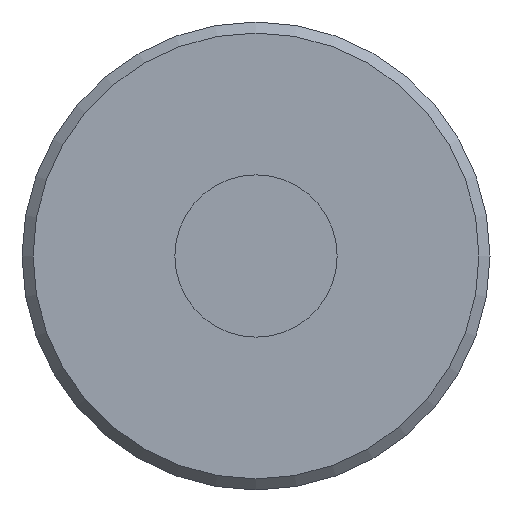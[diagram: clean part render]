
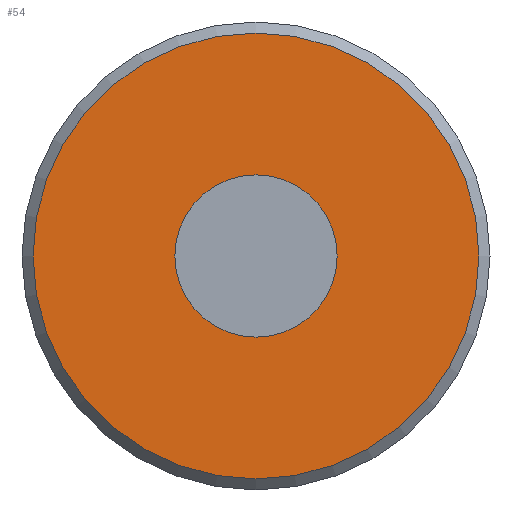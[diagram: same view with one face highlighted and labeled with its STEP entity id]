
A CAD part, front view. The second image highlights one B-rep face of the part: STEP entity #54.
In plain terms, the highlighted planar face has unit normal (0, -1, 0).
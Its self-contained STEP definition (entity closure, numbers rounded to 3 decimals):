
#54 = ADVANCED_FACE( '', ( #115, #116 ), #117, .F. );
#115 = FACE_BOUND( '', #177, .T. );
#116 = FACE_OUTER_BOUND( '', #178, .T. );
#117 = PLANE( '', #179 );
#177 = EDGE_LOOP( '', ( #249 ) );
#178 = EDGE_LOOP( '', ( #250 ) );
#179 = AXIS2_PLACEMENT_3D( '', #251, #252, #253 );
#249 = ORIENTED_EDGE( '', *, *, #303, .F. );
#250 = ORIENTED_EDGE( '', *, *, #296, .T. );
#251 = CARTESIAN_POINT( '', ( 7.146, -7.6, 0. ) );
#252 = DIRECTION( '', ( 0., 1., 0. ) );
#253 = DIRECTION( '', ( 0., 0., 1. ) );
#296 = EDGE_CURVE( '', #331, #331, #332, .T. );
#303 = EDGE_CURVE( '', #342, #342, #343, .T. );
#331 = VERTEX_POINT( '', #371 );
#332 = CIRCLE( '', #372, 7.146 );
#342 = VERTEX_POINT( '', #382 );
#343 = CIRCLE( '', #383, 2.6 );
#371 = CARTESIAN_POINT( '', ( 0., -7.6, -7.146 ) );
#372 = AXIS2_PLACEMENT_3D( '', #412, #413, #414 );
#382 = CARTESIAN_POINT( '', ( 0., -7.6, -2.6 ) );
#383 = AXIS2_PLACEMENT_3D( '', #424, #425, #426 );
#412 = CARTESIAN_POINT( '', ( 0., -7.6, 0. ) );
#413 = DIRECTION( '', ( 0., -1., 0. ) );
#414 = DIRECTION( '', ( 0., 0., -1. ) );
#424 = CARTESIAN_POINT( '', ( 0., -7.6, 0. ) );
#425 = DIRECTION( '', ( 0., -1., 0. ) );
#426 = DIRECTION( '', ( 0., 0., -1. ) );
